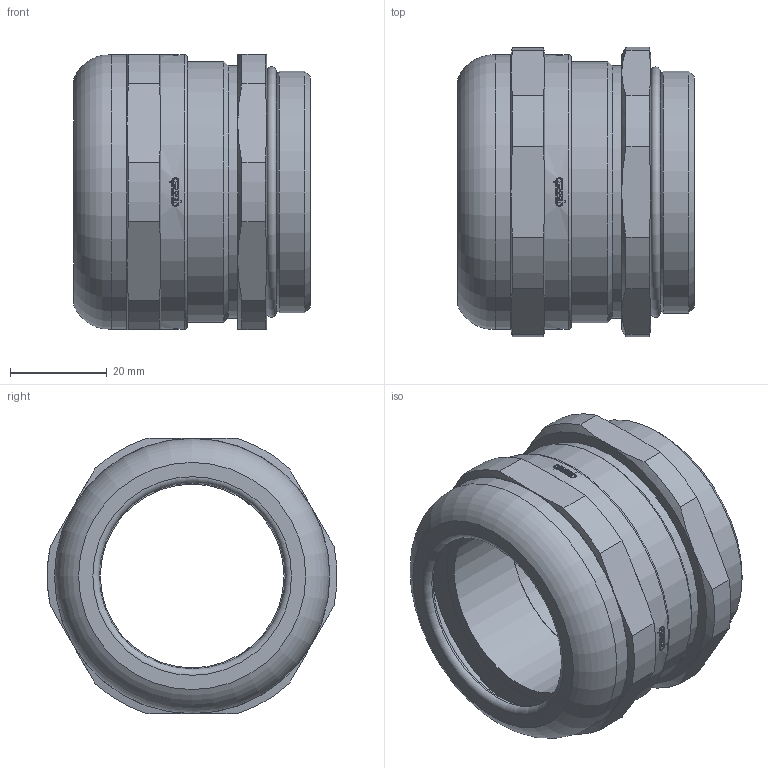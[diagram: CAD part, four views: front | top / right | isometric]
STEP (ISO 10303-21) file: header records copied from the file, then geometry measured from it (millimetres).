
FILE_DESCRIPTION(/* description */ ('HSK-M-EMV Metr.-Cable Glands'),/* implementation_level */ '2;1');
FILE_NAME(/* name */ '1691500050.stp',/* time_stamp */ '2021-10-13T10:10:05+02:00',/* author */ ('sl'),/* organization */ ('HUMMEL'),/* preprocessor_version */ 'ST-DEVELOPER v16.5',/* originating_system */ 'Autodesk Inventor 2017',/* authorisation */ '');
FILE_SCHEMA (('AUTOMOTIVE_DESIGN { 1 0 10303 214 3 1 1 }'));
Length unit declared in the file: millimetre
Products named in the file (5): HSK-M-EMV 1.691.5000.50; HSK-M-EMV 1.691.5000.50-Gland; HSK-M-EMV 1.691.5000.50-Nut; HSK-M-EMV 1.691.5000.50-Clamping insert; HSK-M-EMV 1.691.5000.50-Sealing insert
Assembly tree (4 placements, depth 2):
  HSK-M-EMV 1.691.5000.50
    HSK-M-EMV 1.691.5000.50-Gland
    HSK-M-EMV 1.691.5000.50-Nut
    HSK-M-EMV 1.691.5000.50-Clamping insert
    HSK-M-EMV 1.691.5000.50-Sealing insert
Bounding box: 48.9 x 59.93 x 57 mm (x, y, z)
Volume: 55583.6 mm3; surface area: 39326.3 mm2
Topology: 4 solids, 4 shells, 422 faces, 1108 edges, 727 vertices
Faces by surface type: plane 318, cylinder 71, cone 27, torus 6
Full cylindrical faces by diameter (mm): 38 x1, 38.4 x1, 38.5 x1, 42.1 x2, 42.8 x2, 47.8 x1, 49.1 x2, 50 x1, 50.6 x2, 52.3 x1, 52.48 x1, 53.24 x1, 54 x1, 56.8 x2
Entity records: 13502 total; most frequent: CARTESIAN_POINT 2901, DIRECTION 2246, ORIENTED_EDGE 2140, EDGE_CURVE 1070, AXIS2_PLACEMENT_3D 819, VERTEX_POINT 724, LINE 608, VECTOR 608
